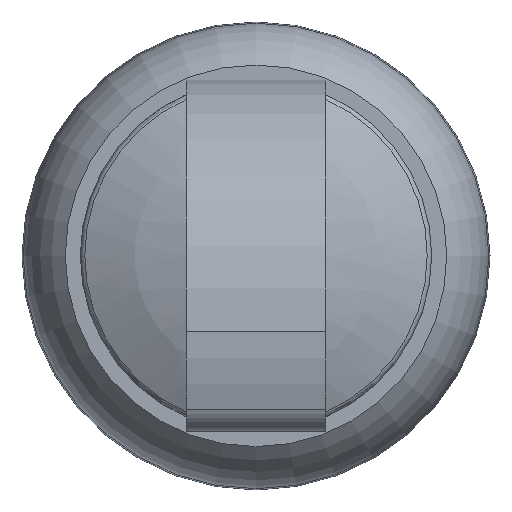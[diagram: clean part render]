
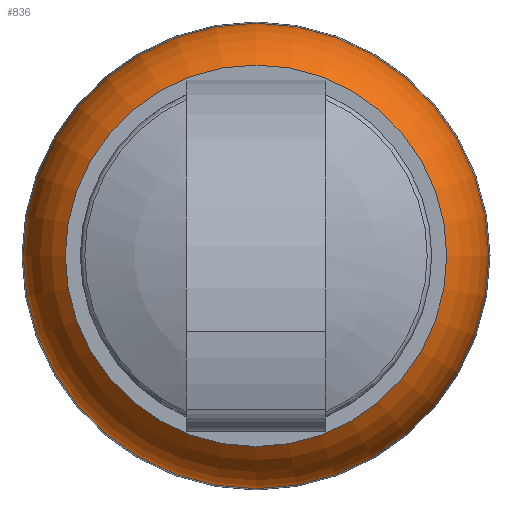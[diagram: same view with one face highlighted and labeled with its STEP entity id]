
A CAD part, top view. The second image highlights one B-rep face of the part: STEP entity #836.
In plain terms, the highlighted toroidal (fillet/blend) face has major radius 7.776 mm and minor radius 7 mm.
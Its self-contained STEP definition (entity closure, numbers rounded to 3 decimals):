
#47=TOROIDAL_SURFACE('',#914,7.776,7.);
#123=CIRCLE('',#911,12.106);
#125=CIRCLE('',#915,7.);
#126=CIRCLE('',#916,14.769);
#194=VERTEX_POINT('',#1340);
#199=VERTEX_POINT('',#1355);
#402=EDGE_CURVE('',#194,#194,#123,.T.);
#410=EDGE_CURVE('',#199,#194,#125,.T.);
#411=EDGE_CURVE('',#199,#199,#126,.T.);
#545=ORIENTED_EDGE('',*,*,#410,.T.);
#546=ORIENTED_EDGE('',*,*,#402,.T.);
#547=ORIENTED_EDGE('',*,*,#410,.F.);
#548=ORIENTED_EDGE('',*,*,#411,.F.);
#722=EDGE_LOOP('',(#545,#546,#547,#548));
#780=FACE_BOUND('',#722,.T.);
#836=ADVANCED_FACE('',(#780),#47,.T.);
#911=AXIS2_PLACEMENT_3D('',#1339,#1059,#1060);
#914=AXIS2_PLACEMENT_3D('',#1353,#1071,$);
#915=AXIS2_PLACEMENT_3D('',#1354,#1072,#1073);
#916=AXIS2_PLACEMENT_3D('',#1356,#1074,#1075);
#1059=DIRECTION('',(0.,0.,-1.));
#1060=DIRECTION('',(0.,12.106,0.));
#1071=DIRECTION('',(0.,0.,-1.));
#1072=DIRECTION('',(1.,0.,0.));
#1073=DIRECTION('',(0.,7.,0.));
#1074=DIRECTION('',(0.,0.,-1.));
#1075=DIRECTION('',(0.,14.769,0.));
#1339=CARTESIAN_POINT('',(0.,0.,28.8));
#1340=CARTESIAN_POINT('',(0.,12.106,28.8));
#1353=CARTESIAN_POINT('',(0.,0.,23.3));
#1354=CARTESIAN_POINT('',(0.,7.776,23.3));
#1355=CARTESIAN_POINT('',(0.,14.769,23.613));
#1356=CARTESIAN_POINT('',(0.,0.,23.613));
